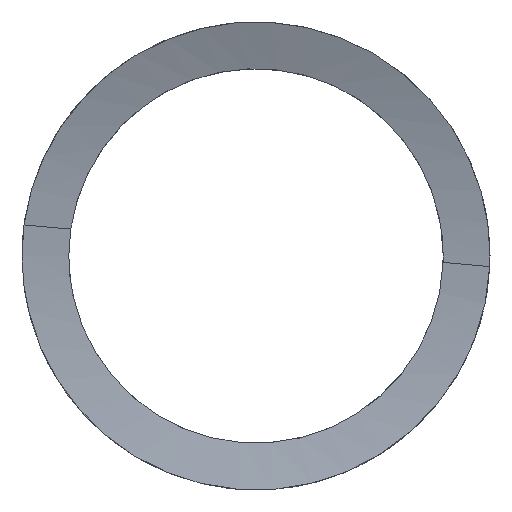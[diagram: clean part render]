
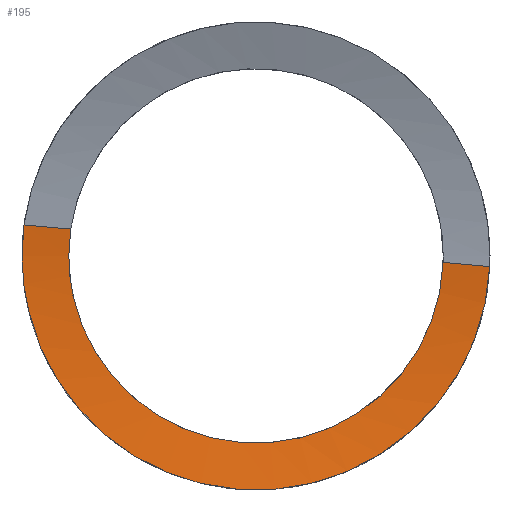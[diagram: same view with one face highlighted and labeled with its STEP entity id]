
A CAD part, left-side view. The second image highlights one B-rep face of the part: STEP entity #195.
In plain terms, the highlighted cylindrical face has radius 24 mm (diameter 48 mm), a partial arc.
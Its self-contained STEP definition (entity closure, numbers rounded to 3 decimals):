
#52=CARTESIAN_POINT('Axis2P3D Location',(0.,0.,0.)) ;
#73=CARTESIAN_POINT('Vertex',(25.213,5.938,0.861)) ;
#83=CARTESIAN_POINT('Vertex',(23.356,-5.996,-0.206)) ;
#86=CARTESIAN_POINT('Line Origine',(23.715,-3.69,0.)) ;
#90=CARTESIAN_POINT('Vertex',(23.123,-7.492,-0.34)) ;
#117=CARTESIAN_POINT('Vertex',(25.446,7.434,0.994)) ;
#120=CARTESIAN_POINT('Line Origine',(23.715,-3.69,0.)) ;
#135=CARTESIAN_POINT('Control Point',(23.356,-5.996,-0.206)) ;
#136=CARTESIAN_POINT('Control Point',(23.359,-5.974,-0.856)) ;
#137=CARTESIAN_POINT('Control Point',(23.354,-5.864,-1.502)) ;
#138=CARTESIAN_POINT('Control Point',(23.34,-5.666,-2.129)) ;
#139=CARTESIAN_POINT('Control Point',(23.284,-4.904,-3.742)) ;
#140=CARTESIAN_POINT('Control Point',(23.222,-3.597,-5.001)) ;
#141=CARTESIAN_POINT('Control Point',(23.208,-2.593,-5.588)) ;
#142=CARTESIAN_POINT('Control Point',(23.323,-0.386,-6.247)) ;
#143=CARTESIAN_POINT('Control Point',(23.716,1.855,-5.87)) ;
#144=CARTESIAN_POINT('Control Point',(23.981,2.897,-5.426)) ;
#145=CARTESIAN_POINT('Control Point',(24.49,4.501,-4.261)) ;
#146=CARTESIAN_POINT('Control Point',(24.925,5.525,-2.566)) ;
#147=CARTESIAN_POINT('Control Point',(25.08,5.841,-1.744)) ;
#148=CARTESIAN_POINT('Control Point',(25.175,6.,-0.873)) ;
#149=CARTESIAN_POINT('Control Point',(25.207,6.,0.)) ;
#150=CARTESIAN_POINT('Vertex',(25.207,6.,0.)) ;
#154=CARTESIAN_POINT('Control Point',(25.213,5.938,0.861)) ;
#155=CARTESIAN_POINT('Control Point',(25.219,5.979,0.576)) ;
#156=CARTESIAN_POINT('Control Point',(25.217,6.,0.288)) ;
#157=CARTESIAN_POINT('Control Point',(25.207,6.,0.)) ;
#160=CARTESIAN_POINT('Control Point',(25.446,7.434,0.994)) ;
#161=CARTESIAN_POINT('Control Point',(25.453,7.478,0.665)) ;
#162=CARTESIAN_POINT('Control Point',(25.449,7.5,0.332)) ;
#163=CARTESIAN_POINT('Control Point',(25.435,7.5,0.)) ;
#164=CARTESIAN_POINT('Vertex',(25.435,7.5,0.)) ;
#168=CARTESIAN_POINT('Control Point',(23.123,-7.492,-0.34)) ;
#169=CARTESIAN_POINT('Control Point',(23.128,-7.459,-1.066)) ;
#170=CARTESIAN_POINT('Control Point',(23.119,-7.338,-1.788)) ;
#171=CARTESIAN_POINT('Control Point',(23.095,-7.13,-2.492)) ;
#172=CARTESIAN_POINT('Control Point',(22.99,-6.267,-4.482)) ;
#173=CARTESIAN_POINT('Control Point',(22.833,-4.738,-6.08)) ;
#174=CARTESIAN_POINT('Control Point',(22.747,-3.485,-6.879)) ;
#175=CARTESIAN_POINT('Control Point',(22.783,-1.15,-7.654)) ;
#176=CARTESIAN_POINT('Control Point',(23.134,1.239,-7.489)) ;
#177=CARTESIAN_POINT('Control Point',(23.328,2.169,-7.271)) ;
#178=CARTESIAN_POINT('Control Point',(23.759,3.8,-6.611)) ;
#179=CARTESIAN_POINT('Control Point',(24.252,5.162,-5.53)) ;
#180=CARTESIAN_POINT('Control Point',(24.483,5.724,-4.946)) ;
#181=CARTESIAN_POINT('Control Point',(24.896,6.64,-3.697)) ;
#182=CARTESIAN_POINT('Control Point',(25.21,7.216,-2.238)) ;
#183=CARTESIAN_POINT('Control Point',(25.328,7.405,-1.507)) ;
#184=CARTESIAN_POINT('Control Point',(25.403,7.5,-0.754)) ;
#185=CARTESIAN_POINT('Control Point',(25.435,7.5,0.)) ;
#53=DIRECTION('Axis2P3D Direction',(0.153,0.984,0.088)) ;
#54=DIRECTION('Axis2P3D XDirection',(0.988,-0.154,0.)) ;
#87=DIRECTION('Vector Direction',(0.153,0.984,0.088)) ;
#121=DIRECTION('Vector Direction',(0.153,0.984,0.088)) ;
#55=AXIS2_PLACEMENT_3D('Cylinder Axis2P3D',#52,#53,#54) ;
#188=ORIENTED_EDGE('',*,*,#152,.T.) ;
#189=ORIENTED_EDGE('',*,*,#158,.F.) ;
#190=ORIENTED_EDGE('',*,*,#124,.T.) ;
#191=ORIENTED_EDGE('',*,*,#166,.T.) ;
#192=ORIENTED_EDGE('',*,*,#186,.F.) ;
#193=ORIENTED_EDGE('',*,*,#92,.T.) ;
#88=VECTOR('Line Direction',#87,1.) ;
#122=VECTOR('Line Direction',#121,1.) ;
#195=ADVANCED_FACE('Corps principal',(#194),#56,.F.) ;
#134=B_SPLINE_CURVE_WITH_KNOTS('',5,(#135,#136,#137,#138,#139,#140,#141,#142,#143,#144,#145,#146,#147,#148,#149),.UNSPECIFIED.,.F.,.U.,(6,3,3,3,6),(0.,4.595,12.505,20.455,26.632),.UNSPECIFIED.) ;
#153=B_SPLINE_CURVE_WITH_KNOTS('',3,(#154,#155,#156,#157),.UNSPECIFIED.,.F.,.U.,(4,4),(0.,1.222),.UNSPECIFIED.) ;
#159=B_SPLINE_CURVE_WITH_KNOTS('',3,(#160,#161,#162,#163),.UNSPECIFIED.,.F.,.U.,(4,4),(0.,1.411),.UNSPECIFIED.) ;
#167=B_SPLINE_CURVE_WITH_KNOTS('',5,(#168,#169,#170,#171,#172,#173,#174,#175,#176,#177,#178,#179,#180,#181,#182,#183,#184,#185),.UNSPECIFIED.,.F.,.U.,(6,3,3,3,3,6),(0.,5.14,15.247,22.022,27.914,33.252),.UNSPECIFIED.) ;
#56=CYLINDRICAL_SURFACE('generated cylinder',#55,24.) ;
#92=EDGE_CURVE('',#91,#84,#89,.T.) ;
#124=EDGE_CURVE('',#74,#118,#123,.T.) ;
#152=EDGE_CURVE('',#84,#151,#134,.T.) ;
#158=EDGE_CURVE('',#74,#151,#153,.T.) ;
#166=EDGE_CURVE('',#118,#165,#159,.T.) ;
#186=EDGE_CURVE('',#91,#165,#167,.T.) ;
#187=EDGE_LOOP('',(#188,#189,#190,#191,#192,#193)) ;
#194=FACE_OUTER_BOUND('',#187,.T.) ;
#89=LINE('Line',#86,#88) ;
#123=LINE('Line',#120,#122) ;
#74=VERTEX_POINT('',#73) ;
#84=VERTEX_POINT('',#83) ;
#91=VERTEX_POINT('',#90) ;
#118=VERTEX_POINT('',#117) ;
#151=VERTEX_POINT('',#150) ;
#165=VERTEX_POINT('',#164) ;
